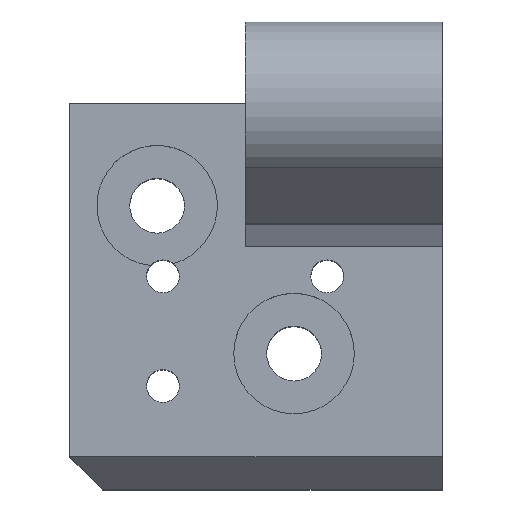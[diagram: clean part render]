
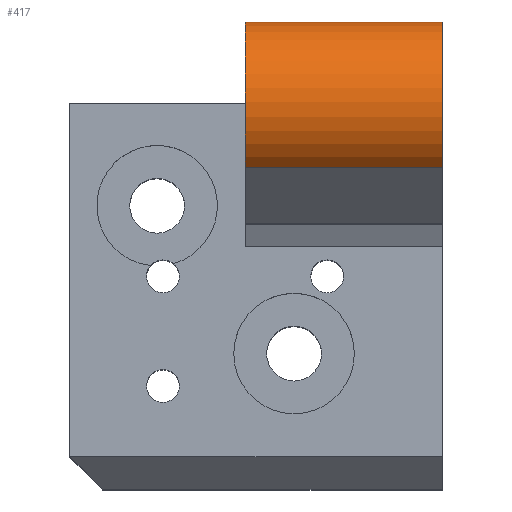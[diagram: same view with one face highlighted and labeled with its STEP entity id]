
A CAD part, top view. The second image highlights one B-rep face of the part: STEP entity #417.
In plain terms, the highlighted cylindrical face has radius 7.7 mm (diameter 15.4 mm), a partial arc.
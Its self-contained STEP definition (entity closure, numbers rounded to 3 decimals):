
#96 = CARTESIAN_POINT ( 'NONE',  ( 91.65, 20.45, 117.3 ) ) ;
#287 = CARTESIAN_POINT ( 'NONE',  ( 91.65, 20.45, 109.6 ) ) ;
#339 = ORIENTED_EDGE ( 'NONE', *, *, #2569, .F. ) ;
#417 = ADVANCED_FACE ( 'NONE', ( #2325 ), #1327, .T. ) ;
#598 = VERTEX_POINT ( 'NONE', #894 ) ;
#650 = AXIS2_PLACEMENT_3D ( 'NONE', #96, #1810, #1831 ) ;
#834 = ORIENTED_EDGE ( 'NONE', *, *, #2848, .T. ) ;
#894 = CARTESIAN_POINT ( 'NONE',  ( 109.65, 14.858, 122.593 ) ) ;
#911 = AXIS2_PLACEMENT_3D ( 'NONE', #1285, #2239, #2538 ) ;
#1201 = DIRECTION ( 'NONE',  ( 1., 0., 0. ) ) ;
#1248 = CARTESIAN_POINT ( 'NONE',  ( 91.65, 20.45, 109.6 ) ) ;
#1285 = CARTESIAN_POINT ( 'NONE',  ( 109.65, 20.45, 117.3 ) ) ;
#1327 = CYLINDRICAL_SURFACE ( 'NONE', #650, 7.7 ) ;
#1384 = VERTEX_POINT ( 'NONE', #2723 ) ;
#1599 = CIRCLE ( 'NONE', #911, 7.7 ) ;
#1673 = EDGE_CURVE ( 'NONE', #1384, #598, #2409, .T. ) ;
#1676 = DIRECTION ( 'NONE',  ( 1., 0., 0. ) ) ;
#1725 = LINE ( 'NONE', #1248, #3040 ) ;
#1768 = EDGE_CURVE ( 'NONE', #2173, #2177, #1725, .T. ) ;
#1789 = CARTESIAN_POINT ( 'NONE',  ( 109.65, 20.45, 109.6 ) ) ;
#1810 = DIRECTION ( 'NONE',  ( 1., 0., 0. ) ) ;
#1831 = DIRECTION ( 'NONE',  ( 0., 0., -1. ) ) ;
#1897 = ORIENTED_EDGE ( 'NONE', *, *, #1673, .T. ) ;
#2167 = ORIENTED_EDGE ( 'NONE', *, *, #1768, .F. ) ;
#2169 = CARTESIAN_POINT ( 'NONE',  ( 91.65, 14.858, 122.593 ) ) ;
#2173 = VERTEX_POINT ( 'NONE', #287 ) ;
#2177 = VERTEX_POINT ( 'NONE', #1789 ) ;
#2239 = DIRECTION ( 'NONE',  ( 1., 0., 0. ) ) ;
#2325 = FACE_OUTER_BOUND ( 'NONE', #2445, .T. ) ;
#2409 = LINE ( 'NONE', #2169, #2836 ) ;
#2445 = EDGE_LOOP ( 'NONE', ( #339, #2167, #834, #1897 ) ) ;
#2538 = DIRECTION ( 'NONE',  ( 0., 0., -1. ) ) ;
#2569 = EDGE_CURVE ( 'NONE', #2177, #598, #1599, .T. ) ;
#2650 = DIRECTION ( 'NONE',  ( 0., 0., -1. ) ) ;
#2723 = CARTESIAN_POINT ( 'NONE',  ( 91.65, 14.858, 122.593 ) ) ;
#2836 = VECTOR ( 'NONE', #3101, 1000. ) ;
#2848 = EDGE_CURVE ( 'NONE', #2173, #1384, #3134, .T. ) ;
#2910 = CARTESIAN_POINT ( 'NONE',  ( 91.65, 20.45, 117.3 ) ) ;
#3028 = AXIS2_PLACEMENT_3D ( 'NONE', #2910, #1676, #2650 ) ;
#3040 = VECTOR ( 'NONE', #1201, 1000. ) ;
#3101 = DIRECTION ( 'NONE',  ( 1., 0., 0. ) ) ;
#3134 = CIRCLE ( 'NONE', #3028, 7.7 ) ;
